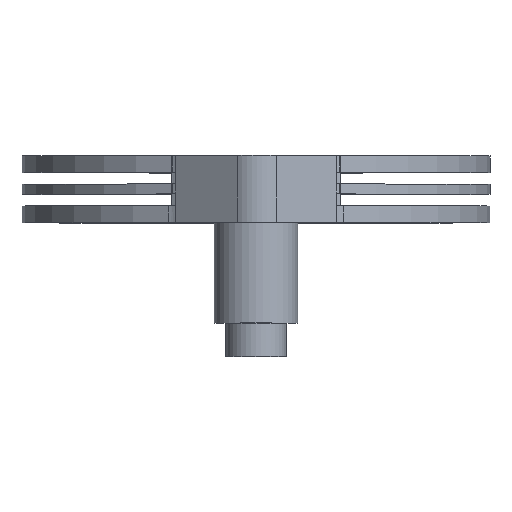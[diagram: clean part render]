
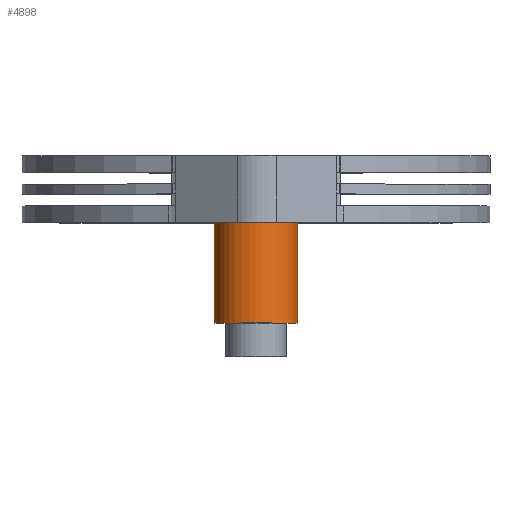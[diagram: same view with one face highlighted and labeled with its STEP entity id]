
A CAD part, top view. The second image highlights one B-rep face of the part: STEP entity #4898.
In plain terms, the highlighted cylindrical face has radius 12.5 mm (diameter 25 mm), a full revolution.
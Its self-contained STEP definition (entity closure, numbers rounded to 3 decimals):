
#393=FACE_OUTER_BOUND('',#699,.T.);
#699=EDGE_LOOP('',(#4147,#4148,#4149,#4150,#4151,#4152));
#1138=LINE('',#7975,#1595);
#1595=VECTOR('',#6495,12.5);
#1900=CIRCLE('',#5333,12.5);
#1901=CIRCLE('',#5334,12.5);
#1902=CIRCLE('',#5335,12.5);
#1903=CIRCLE('',#5336,12.5);
#2317=VERTEX_POINT('',#7970);
#2318=VERTEX_POINT('',#7971);
#2319=VERTEX_POINT('',#7974);
#2320=VERTEX_POINT('',#7976);
#2958=EDGE_CURVE('',#2317,#2318,#1900,.T.);
#2959=EDGE_CURVE('',#2318,#2317,#1901,.T.);
#2960=EDGE_CURVE('',#2318,#2319,#1138,.T.);
#2961=EDGE_CURVE('',#2320,#2319,#1902,.T.);
#2962=EDGE_CURVE('',#2319,#2320,#1903,.T.);
#4147=ORIENTED_EDGE('',*,*,#2958,.F.);
#4148=ORIENTED_EDGE('',*,*,#2959,.F.);
#4149=ORIENTED_EDGE('',*,*,#2960,.T.);
#4150=ORIENTED_EDGE('',*,*,#2961,.F.);
#4151=ORIENTED_EDGE('',*,*,#2962,.F.);
#4152=ORIENTED_EDGE('',*,*,#2960,.F.);
#4691=CYLINDRICAL_SURFACE('',#5332,12.5);
#4898=ADVANCED_FACE('',(#393),#4691,.T.);
#5332=AXIS2_PLACEMENT_3D('',#7969,#6489,#6490);
#5333=AXIS2_PLACEMENT_3D('',#7972,#6491,#6492);
#5334=AXIS2_PLACEMENT_3D('',#7973,#6493,#6494);
#5335=AXIS2_PLACEMENT_3D('',#7977,#6496,#6497);
#5336=AXIS2_PLACEMENT_3D('',#7978,#6498,#6499);
#6489=DIRECTION('center_axis',(0.,-1.,0.));
#6490=DIRECTION('ref_axis',(1.,0.,0.));
#6491=DIRECTION('center_axis',(0.,-1.,0.));
#6492=DIRECTION('ref_axis',(1.,0.,0.));
#6493=DIRECTION('center_axis',(0.,-1.,0.));
#6494=DIRECTION('ref_axis',(1.,0.,0.));
#6495=DIRECTION('',(0.,1.,0.));
#6496=DIRECTION('center_axis',(0.,1.,0.));
#6497=DIRECTION('ref_axis',(1.,0.,0.));
#6498=DIRECTION('center_axis',(0.,1.,0.));
#6499=DIRECTION('ref_axis',(1.,0.,0.));
#7969=CARTESIAN_POINT('Origin',(0.,0.,0.));
#7970=CARTESIAN_POINT('',(12.5,-30.,0.));
#7971=CARTESIAN_POINT('',(-12.5,-30.,0.));
#7972=CARTESIAN_POINT('Origin',(0.,-30.,0.));
#7973=CARTESIAN_POINT('Origin',(0.,-30.,0.));
#7974=CARTESIAN_POINT('',(-12.5,0.,0.));
#7975=CARTESIAN_POINT('',(-12.5,0.,0.));
#7976=CARTESIAN_POINT('',(12.5,0.,0.));
#7977=CARTESIAN_POINT('Origin',(0.,0.,0.));
#7978=CARTESIAN_POINT('Origin',(0.,0.,0.));
